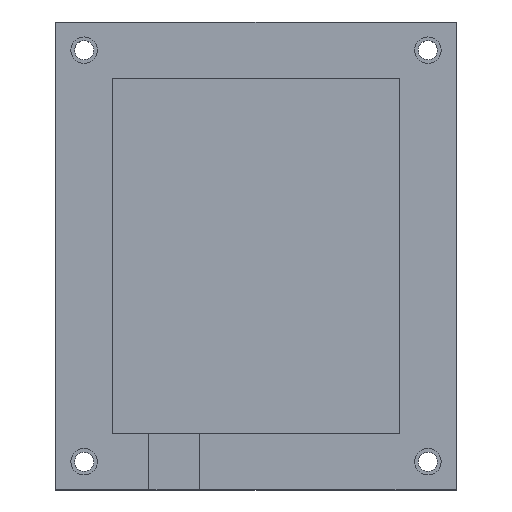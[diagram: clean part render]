
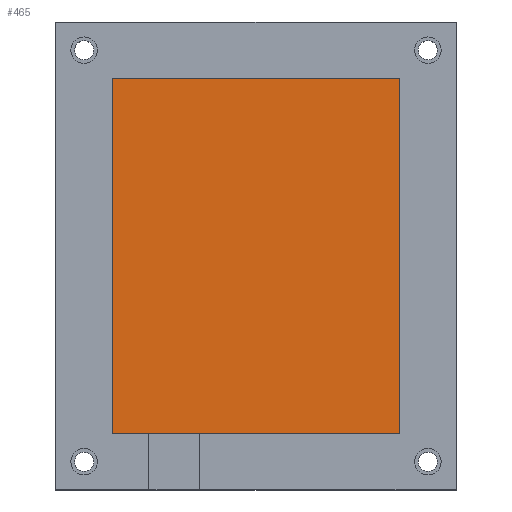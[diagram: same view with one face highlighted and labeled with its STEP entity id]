
A CAD part, top view. The second image highlights one B-rep face of the part: STEP entity #465.
In plain terms, the highlighted planar face has unit normal (0, 0, 1).
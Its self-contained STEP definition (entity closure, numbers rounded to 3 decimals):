
#75=FACE_OUTER_BOUND('',#109,.T.);
#109=EDGE_LOOP('',(#411,#412,#413,#414));
#127=LINE('',#681,#171);
#143=LINE('',#749,#187);
#146=LINE('',#755,#190);
#149=LINE('',#760,#193);
#171=VECTOR('',#545,10.);
#187=VECTOR('',#621,10.);
#190=VECTOR('',#626,10.);
#193=VECTOR('',#631,10.);
#212=VERTEX_POINT('',#678);
#213=VERTEX_POINT('',#680);
#235=VERTEX_POINT('',#748);
#237=VERTEX_POINT('',#754);
#255=EDGE_CURVE('',#213,#212,#127,.T.);
#287=EDGE_CURVE('',#235,#213,#143,.T.);
#290=EDGE_CURVE('',#212,#237,#146,.T.);
#293=EDGE_CURVE('',#237,#235,#149,.T.);
#411=ORIENTED_EDGE('',*,*,#287,.T.);
#412=ORIENTED_EDGE('',*,*,#255,.T.);
#413=ORIENTED_EDGE('',*,*,#290,.T.);
#414=ORIENTED_EDGE('',*,*,#293,.T.);
#439=PLANE('',#521);
#465=ADVANCED_FACE('',(#75),#439,.T.);
#521=AXIS2_PLACEMENT_3D('',#778,#649,#650);
#545=DIRECTION('',(1.,0.,0.));
#621=DIRECTION('',(0.,-1.,0.));
#626=DIRECTION('',(0.,1.,0.));
#631=DIRECTION('',(-1.,0.,0.));
#649=DIRECTION('center_axis',(0.,0.,1.));
#650=DIRECTION('ref_axis',(1.,0.,0.));
#678=CARTESIAN_POINT('',(25.5,-31.5,3.));
#680=CARTESIAN_POINT('',(-25.5,-31.5,3.));
#681=CARTESIAN_POINT('',(12.75,-31.5,3.));
#748=CARTESIAN_POINT('',(-25.5,31.5,3.));
#749=CARTESIAN_POINT('',(-25.5,-15.75,3.));
#754=CARTESIAN_POINT('',(25.5,31.5,3.));
#755=CARTESIAN_POINT('',(25.5,15.75,3.));
#760=CARTESIAN_POINT('',(-12.75,31.5,3.));
#778=CARTESIAN_POINT('Origin',(0.,0.,3.));
